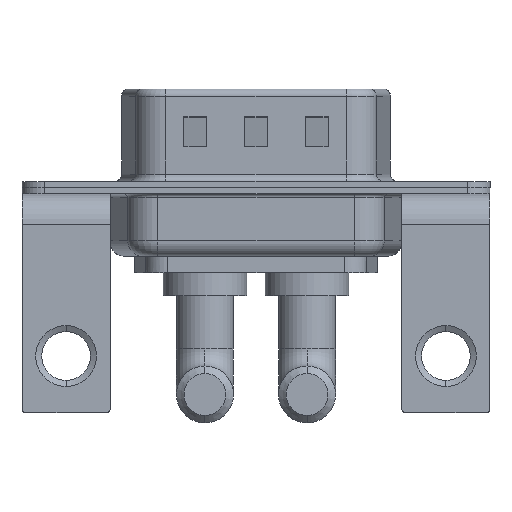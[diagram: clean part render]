
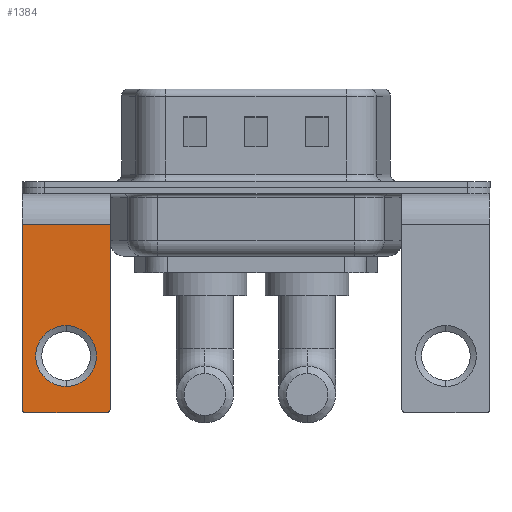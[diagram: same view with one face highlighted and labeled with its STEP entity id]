
A CAD part, front view. The second image highlights one B-rep face of the part: STEP entity #1384.
In plain terms, the highlighted planar face has unit normal (0, -1, 0).
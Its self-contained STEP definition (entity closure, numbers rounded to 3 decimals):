
#210 = CARTESIAN_POINT ( 'NONE',  ( -2.9, -6.25, -14.55 ) ) ;
#843 = FACE_OUTER_BOUND ( 'NONE', #7738, .T. ) ;
#992 = EDGE_CURVE ( 'NONE', #10630, #4489, #1238, .T. ) ;
#1238 = LINE ( 'NONE', #5907, #4308 ) ;
#1319 = VECTOR ( 'NONE', #5871, 1000. ) ;
#1327 = ORIENTED_EDGE ( 'NONE', *, *, #5612, .T. ) ;
#1384 = ADVANCED_FACE ( 'NONE', ( #6503, #843 ), #8937, .F. ) ;
#1466 = ORIENTED_EDGE ( 'NONE', *, *, #11584, .F. ) ;
#1533 = CIRCLE ( 'NONE', #13486, 0.25 ) ;
#1724 = ORIENTED_EDGE ( 'NONE', *, *, #4300, .T. ) ;
#1830 = VERTEX_POINT ( 'NONE', #13648 ) ;
#1965 = VECTOR ( 'NONE', #3370, 1000. ) ;
#2039 = VERTEX_POINT ( 'NONE', #13600 ) ;
#2148 = CIRCLE ( 'NONE', #10695, 2. ) ;
#2396 = CARTESIAN_POINT ( 'NONE',  ( -2.65, -6.25, -14.55 ) ) ;
#2418 = CIRCLE ( 'NONE', #12171, 0.25 ) ;
#2437 = CARTESIAN_POINT ( 'NONE',  ( 2.9, -6.25, -14.8 ) ) ;
#2499 = CARTESIAN_POINT ( 'NONE',  ( 0., -6.25, -13.07 ) ) ;
#2700 = CARTESIAN_POINT ( 'NONE',  ( 0., -6.25, -11.07 ) ) ;
#2835 = AXIS2_PLACEMENT_3D ( 'NONE', #5519, #10549, #9463 ) ;
#3089 = CARTESIAN_POINT ( 'NONE',  ( -2.65, -6.25, -14.8 ) ) ;
#3098 = ORIENTED_EDGE ( 'NONE', *, *, #992, .T. ) ;
#3149 = ORIENTED_EDGE ( 'NONE', *, *, #3160, .T. ) ;
#3160 = EDGE_CURVE ( 'NONE', #11038, #1830, #2418, .T. ) ;
#3193 = CARTESIAN_POINT ( 'NONE',  ( 0., -6.25, -9.07 ) ) ;
#3370 = DIRECTION ( 'NONE',  ( -1., 0., 0. ) ) ;
#4300 = EDGE_CURVE ( 'NONE', #2039, #10630, #5510, .T. ) ;
#4308 = VECTOR ( 'NONE', #13987, 1000. ) ;
#4489 = VERTEX_POINT ( 'NONE', #210 ) ;
#4628 = EDGE_LOOP ( 'NONE', ( #13507, #1327 ) ) ;
#4739 = DIRECTION ( 'NONE',  ( 0., -1., 0. ) ) ;
#5376 = DIRECTION ( 'NONE',  ( 0., 0., 1. ) ) ;
#5449 = ORIENTED_EDGE ( 'NONE', *, *, #10734, .T. ) ;
#5510 = LINE ( 'NONE', #15123, #7150 ) ;
#5519 = CARTESIAN_POINT ( 'NONE',  ( 2.9, -6.25, -2.4 ) ) ;
#5612 = EDGE_CURVE ( 'NONE', #6236, #6332, #2148, .T. ) ;
#5871 = DIRECTION ( 'NONE',  ( 0., 0., -1. ) ) ;
#5907 = CARTESIAN_POINT ( 'NONE',  ( -2.9, -6.25, -2.4 ) ) ;
#6210 = DIRECTION ( 'NONE',  ( 0., 1., 0. ) ) ;
#6236 = VERTEX_POINT ( 'NONE', #3193 ) ;
#6332 = VERTEX_POINT ( 'NONE', #2499 ) ;
#6428 = CARTESIAN_POINT ( 'NONE',  ( 2.65, -6.25, -14.8 ) ) ;
#6503 = FACE_BOUND ( 'NONE', #4628, .T. ) ;
#7150 = VECTOR ( 'NONE', #13960, 1000. ) ;
#7738 = EDGE_LOOP ( 'NONE', ( #3098, #5449, #12930, #3149, #1466, #1724 ) ) ;
#7837 = CIRCLE ( 'NONE', #12239, 2. ) ;
#7847 = CARTESIAN_POINT ( 'NONE',  ( 2.9, -6.25, -2.4 ) ) ;
#8030 = DIRECTION ( 'NONE',  ( 0., -1., 0. ) ) ;
#8076 = LINE ( 'NONE', #2437, #1965 ) ;
#8362 = EDGE_CURVE ( 'NONE', #11038, #9120, #8076, .T. ) ;
#8580 = DIRECTION ( 'NONE',  ( 0., 0., 1. ) ) ;
#8937 = PLANE ( 'NONE',  #2835 ) ;
#9120 = VERTEX_POINT ( 'NONE', #3089 ) ;
#9330 = DIRECTION ( 'NONE',  ( 0., 0., 1. ) ) ;
#9463 = DIRECTION ( 'NONE',  ( 0., 0., 1. ) ) ;
#9508 = CARTESIAN_POINT ( 'NONE',  ( 0., -6.25, -11.07 ) ) ;
#9550 = EDGE_CURVE ( 'NONE', #6332, #6236, #7837, .T. ) ;
#9586 = DIRECTION ( 'NONE',  ( 0., 1., 0. ) ) ;
#9597 = CARTESIAN_POINT ( 'NONE',  ( 2.65, -6.25, -14.55 ) ) ;
#10297 = LINE ( 'NONE', #7847, #1319 ) ;
#10549 = DIRECTION ( 'NONE',  ( 0., 1., 0. ) ) ;
#10630 = VERTEX_POINT ( 'NONE', #14776 ) ;
#10695 = AXIS2_PLACEMENT_3D ( 'NONE', #2700, #6210, #5376 ) ;
#10734 = EDGE_CURVE ( 'NONE', #4489, #9120, #1533, .T. ) ;
#11038 = VERTEX_POINT ( 'NONE', #6428 ) ;
#11584 = EDGE_CURVE ( 'NONE', #2039, #1830, #10297, .T. ) ;
#12171 = AXIS2_PLACEMENT_3D ( 'NONE', #9597, #4739, #13121 ) ;
#12239 = AXIS2_PLACEMENT_3D ( 'NONE', #9508, #9586, #8580 ) ;
#12930 = ORIENTED_EDGE ( 'NONE', *, *, #8362, .F. ) ;
#13121 = DIRECTION ( 'NONE',  ( 0., 0., 1. ) ) ;
#13486 = AXIS2_PLACEMENT_3D ( 'NONE', #2396, #8030, #9330 ) ;
#13507 = ORIENTED_EDGE ( 'NONE', *, *, #9550, .T. ) ;
#13600 = CARTESIAN_POINT ( 'NONE',  ( 2.9, -6.25, -2.4 ) ) ;
#13648 = CARTESIAN_POINT ( 'NONE',  ( 2.9, -6.25, -14.55 ) ) ;
#13960 = DIRECTION ( 'NONE',  ( -1., 0., 0. ) ) ;
#13987 = DIRECTION ( 'NONE',  ( 0., 0., -1. ) ) ;
#14776 = CARTESIAN_POINT ( 'NONE',  ( -2.9, -6.25, -2.4 ) ) ;
#15123 = CARTESIAN_POINT ( 'NONE',  ( 2.9, -6.25, -2.4 ) ) ;
